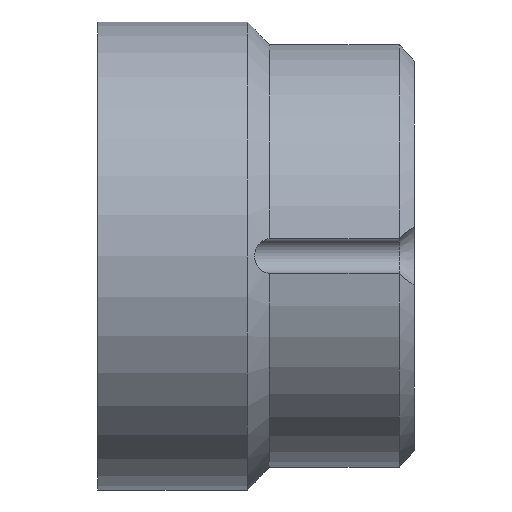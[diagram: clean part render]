
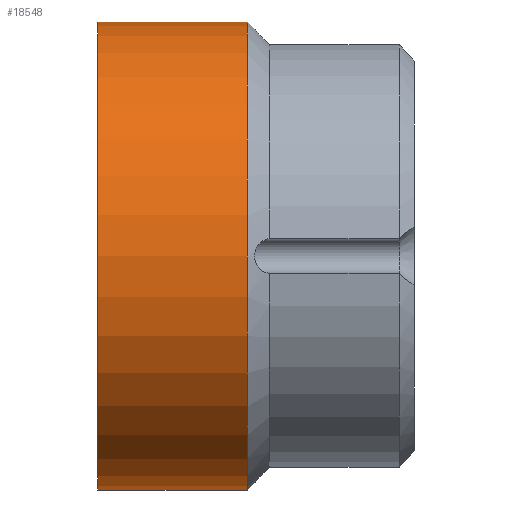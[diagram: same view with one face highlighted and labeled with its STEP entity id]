
A CAD part, front view. The second image highlights one B-rep face of the part: STEP entity #18548.
In plain terms, the highlighted cylindrical face has radius 40 mm (diameter 80 mm), a partial arc.
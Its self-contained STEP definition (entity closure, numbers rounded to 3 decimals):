
#392 = CARTESIAN_POINT ( 'NONE',  ( -17.556, 31.547, -35.833 ) ) ;
#573 = CARTESIAN_POINT ( 'NONE',  ( -17.556, 31.547, 4.167 ) ) ;
#1467 = DIRECTION ( 'NONE',  ( 0., 0., 1. ) ) ;
#2088 = ORIENTED_EDGE ( 'NONE', *, *, #12186, .F. ) ;
#2336 = FACE_OUTER_BOUND ( 'NONE', #10097, .T. ) ;
#3934 = AXIS2_PLACEMENT_3D ( 'NONE', #573, #18743, #6807 ) ;
#4583 = EDGE_CURVE ( 'NONE', #8253, #15398, #10804, .T. ) ;
#4876 = LINE ( 'NONE', #8195, #18233 ) ;
#5377 = DIRECTION ( 'NONE',  ( 0., 0., 1. ) ) ;
#6582 = ORIENTED_EDGE ( 'NONE', *, *, #15393, .T. ) ;
#6807 = DIRECTION ( 'NONE',  ( 0., 0., -1. ) ) ;
#6817 = EDGE_CURVE ( 'NONE', #15398, #13091, #13227, .T. ) ;
#7879 = VECTOR ( 'NONE', #11952, 1000. ) ;
#8195 = CARTESIAN_POINT ( 'NONE',  ( -42.556, 31.547, 44.167 ) ) ;
#8253 = VERTEX_POINT ( 'NONE', #8524 ) ;
#8434 = AXIS2_PLACEMENT_3D ( 'NONE', #18861, #9773, #5377 ) ;
#8524 = CARTESIAN_POINT ( 'NONE',  ( -17.556, 31.547, 44.167 ) ) ;
#9773 = DIRECTION ( 'NONE',  ( -1., 0., 0. ) ) ;
#10097 = EDGE_LOOP ( 'NONE', ( #12656, #12357, #6582, #2088 ) ) ;
#10804 = CIRCLE ( 'NONE', #3934, 40. ) ;
#10957 = CIRCLE ( 'NONE', #15961, 40. ) ;
#11649 = DIRECTION ( 'NONE',  ( -1., 0., 0. ) ) ;
#11952 = DIRECTION ( 'NONE',  ( -1., 0., 0. ) ) ;
#12186 = EDGE_CURVE ( 'NONE', #13091, #18521, #10957, .T. ) ;
#12357 = ORIENTED_EDGE ( 'NONE', *, *, #4583, .F. ) ;
#12656 = ORIENTED_EDGE ( 'NONE', *, *, #6817, .F. ) ;
#13091 = VERTEX_POINT ( 'NONE', #16289 ) ;
#13227 = LINE ( 'NONE', #14790, #7879 ) ;
#13989 = CARTESIAN_POINT ( 'NONE',  ( -43.106, 31.547, 44.167 ) ) ;
#14790 = CARTESIAN_POINT ( 'NONE',  ( -42.556, 31.547, -35.833 ) ) ;
#15393 = EDGE_CURVE ( 'NONE', #8253, #18521, #4876, .T. ) ;
#15398 = VERTEX_POINT ( 'NONE', #392 ) ;
#15961 = AXIS2_PLACEMENT_3D ( 'NONE', #16230, #11649, #1467 ) ;
#16230 = CARTESIAN_POINT ( 'NONE',  ( -43.106, 31.547, 4.167 ) ) ;
#16289 = CARTESIAN_POINT ( 'NONE',  ( -43.106, 31.547, -35.833 ) ) ;
#17016 = CYLINDRICAL_SURFACE ( 'NONE', #8434, 40. ) ;
#17089 = DIRECTION ( 'NONE',  ( -1., 0., 0. ) ) ;
#18233 = VECTOR ( 'NONE', #17089, 1000. ) ;
#18521 = VERTEX_POINT ( 'NONE', #13989 ) ;
#18548 = ADVANCED_FACE ( 'NONE', ( #2336 ), #17016, .T. ) ;
#18743 = DIRECTION ( 'NONE',  ( 1., 0., 0. ) ) ;
#18861 = CARTESIAN_POINT ( 'NONE',  ( -42.556, 31.547, 4.167 ) ) ;
